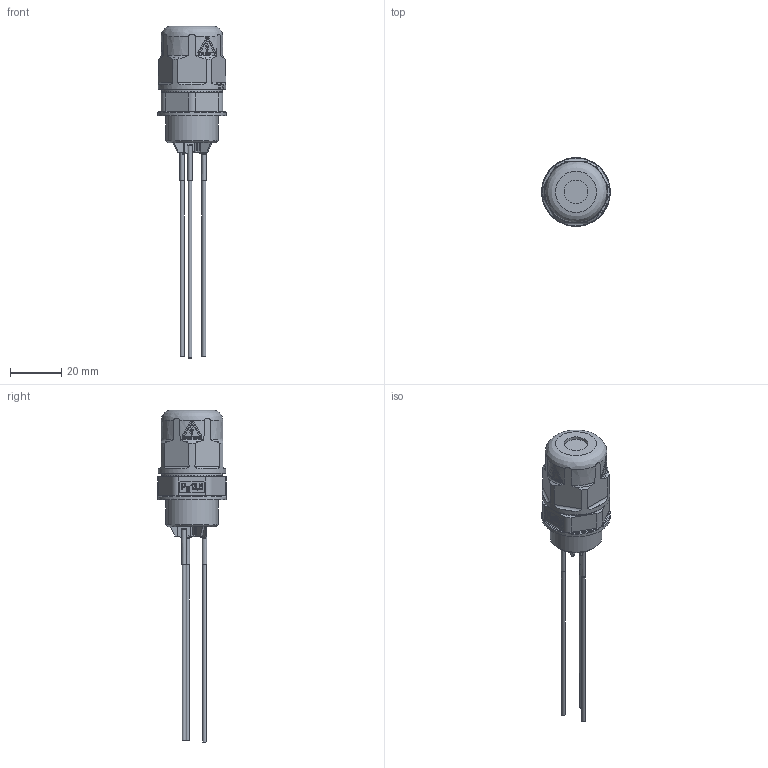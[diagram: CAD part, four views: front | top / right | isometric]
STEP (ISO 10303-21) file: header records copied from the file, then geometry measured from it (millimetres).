
FILE_DESCRIPTION(/* description */ (''),/* implementation_level */ '2;1');
FILE_NAME(/* name */ '100740568ugm000_a.stp',/* time_stamp */ '2017-09-26T12:34:09+02:00',/* author */ (''),/* organization */ (''),/* preprocessor_version */ 'ST-DEVELOPER v16',/* originating_system */ 'SIEMENS PLM Software NX 10.0',/* authorisation */ '');
FILE_SCHEMA (('AUTOMOTIVE_DESIGN { 1 0 10303 214 3 1 1 1 }'));
Length unit declared in the file: millimetre
Products named in the file (1): 100740568ugm000_a
Bounding box: 26.9 x 26.9 x 129.9 mm (x, y, z)
Volume: 19800.7 mm3; surface area: 6958 mm2
Topology: 1 solids, 3 shells, 916 faces, 2588 edges, 1684 vertices
Faces by surface type: cylinder 399, plane 375, bspline 95, cone 35, sphere 9, torus 3
Full cylindrical faces by diameter (mm): 1.5 x3, 1.7 x3, 2 x3, 9.2 x1, 20.4 x1, 23.8 x1, 26.9 x1
Entity records: 33595 total; most frequent: CARTESIAN_POINT 9592, ORIENTED_EDGE 5062, DIRECTION 4408, EDGE_CURVE 2531, VERTEX_POINT 1675, AXIS2_PLACEMENT_3D 1654, LINE 1100, VECTOR 1100
